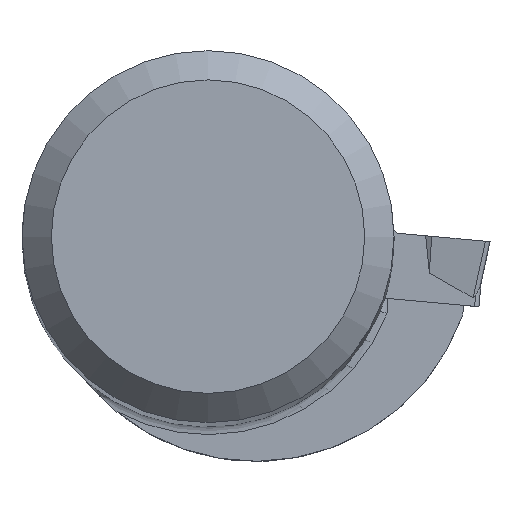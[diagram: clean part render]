
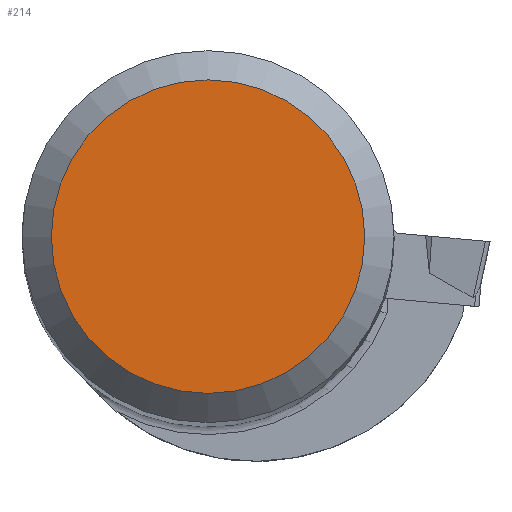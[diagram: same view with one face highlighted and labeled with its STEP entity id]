
A CAD part, top view. The second image highlights one B-rep face of the part: STEP entity #214.
In plain terms, the highlighted planar face has unit normal (0, 0, 1).
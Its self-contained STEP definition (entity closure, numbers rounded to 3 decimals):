
#134=PLANE('',#1956);
#214=ADVANCED_FACE('TB_BL_N10_SU6',(#348),#134,.T.);
#348=FACE_OUTER_BOUND('',#446,.T.);
#446=EDGE_LOOP('',(#991));
#549=CIRCLE('',#1955,10.7);
#991=ORIENTED_EDGE('',*,*,#1632,.T.);
#1438=VERTEX_POINT('',#3021);
#1632=EDGE_CURVE('',#1438,#1438,#549,.T.);
#1955=AXIS2_PLACEMENT_3D('',#3020,#2242,#2243);
#1956=AXIS2_PLACEMENT_3D('',#3022,#2244,#2245);
#2242=DIRECTION('',(0.,0.,1.));
#2243=DIRECTION('',(-1.,0.,0.));
#2244=DIRECTION('',(0.,0.,1.));
#2245=DIRECTION('',(-1.,0.,0.));
#3020=CARTESIAN_POINT('',(0.,0.,0.));
#3021=CARTESIAN_POINT('',(-10.7,0.,0.));
#3022=CARTESIAN_POINT('',(0.,0.,0.));
